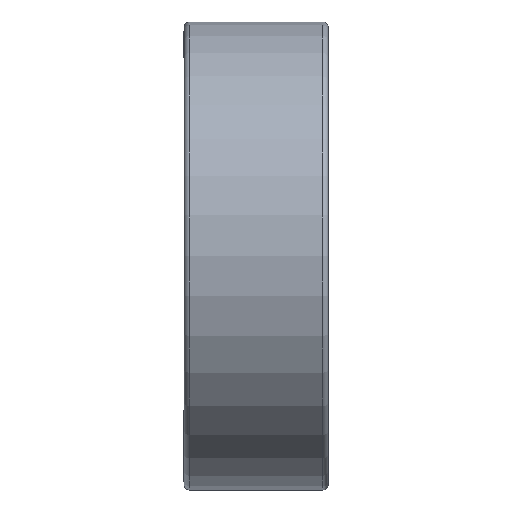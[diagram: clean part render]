
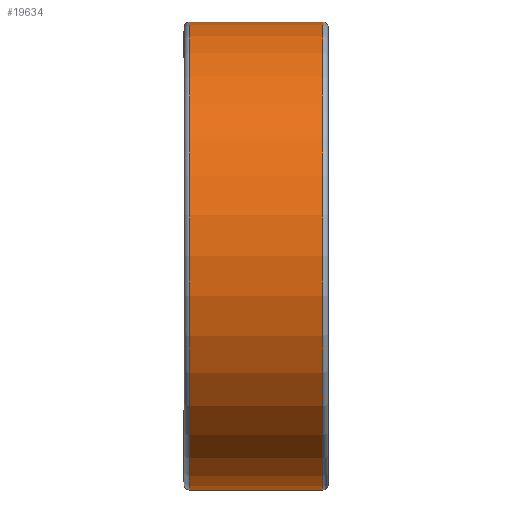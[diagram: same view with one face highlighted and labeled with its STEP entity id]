
A CAD part, top view. The second image highlights one B-rep face of the part: STEP entity #19634.
In plain terms, the highlighted cylindrical face has radius 13 mm (diameter 26 mm), a partial arc.
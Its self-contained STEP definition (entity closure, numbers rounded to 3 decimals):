
#10021=DIRECTION('',(-1.,0.,0.));
#10022=VECTOR('',#10021,7.4);
#10023=CARTESIAN_POINT('',(3.7,13.,0.));
#10024=LINE('',#10023,#10022);
#10028=DIRECTION('',(-1.,0.,0.));
#10029=VECTOR('',#10028,7.4);
#10030=CARTESIAN_POINT('',(3.7,-13.,0.));
#10031=LINE('',#10030,#10029);
#10043=CARTESIAN_POINT('',(3.7,0.,0.));
#10044=DIRECTION('',(1.,0.,0.));
#10045=DIRECTION('',(0.,1.,0.));
#10046=AXIS2_PLACEMENT_3D('',#10043,#10044,#10045);
#10051=CARTESIAN_POINT('',(-3.7,0.,0.));
#10052=DIRECTION('',(1.,0.,0.));
#10053=DIRECTION('',(0.,1.,0.));
#10054=AXIS2_PLACEMENT_3D('',#10051,#10052,#10053);
#16736=CARTESIAN_POINT('',(3.7,13.,0.));
#16737=CARTESIAN_POINT('',(-3.7,13.,0.));
#16738=VERTEX_POINT('',#16736);
#16739=VERTEX_POINT('',#16737);
#16748=CARTESIAN_POINT('',(3.7,-13.,0.));
#16749=CARTESIAN_POINT('',(-3.7,-13.,0.));
#16750=VERTEX_POINT('',#16748);
#16751=VERTEX_POINT('',#16749);
#19622=CARTESIAN_POINT('',(-4.4,0.,0.));
#19623=DIRECTION('',(1.,0.,0.));
#19624=DIRECTION('',(0.,-1.,0.));
#19625=AXIS2_PLACEMENT_3D('',#19622,#19623,#19624);
#19626=CYLINDRICAL_SURFACE('',#19625,13.);
#19627=ORIENTED_EDGE('',*,*,#19612,.F.);
#19628=ORIENTED_EDGE('',*,*,#19589,.T.);
#19629=ORIENTED_EDGE('',*,*,#19616,.T.);
#19631=ORIENTED_EDGE('',*,*,#19630,.F.);
#19632=EDGE_LOOP('',(#19627,#19628,#19629,#19631));
#19633=FACE_OUTER_BOUND('',#19632,.F.);
#10047=CIRCLE('',#10046,13.);
#10055=CIRCLE('',#10054,13.);
#19589=EDGE_CURVE('',#16738,#16750,#10047,.T.);
#19612=EDGE_CURVE('',#16738,#16739,#10024,.T.);
#19616=EDGE_CURVE('',#16750,#16751,#10031,.T.);
#19630=EDGE_CURVE('',#16739,#16751,#10055,.T.);
#19634=ADVANCED_FACE('',(#19633),#19626,.T.);
